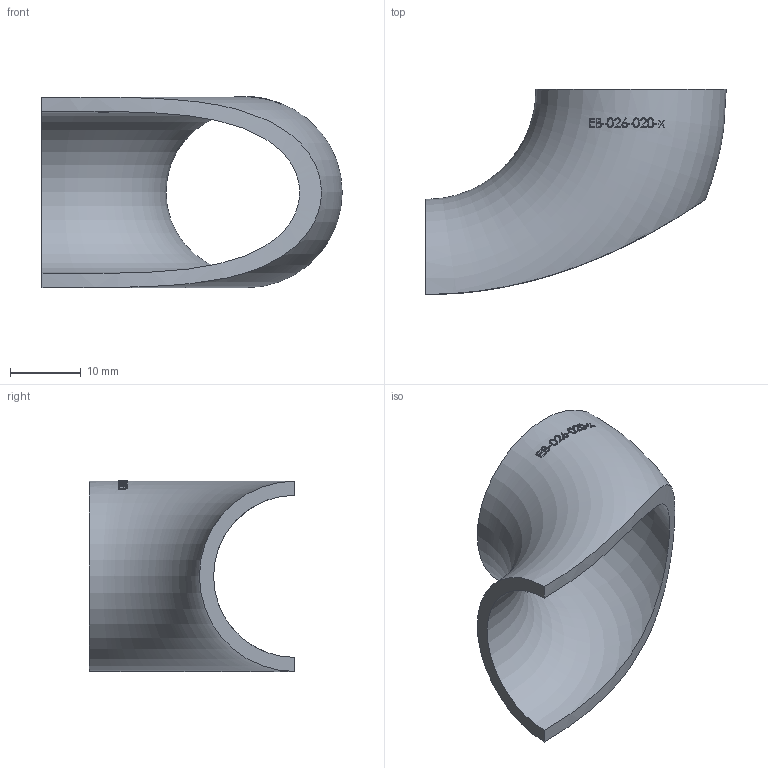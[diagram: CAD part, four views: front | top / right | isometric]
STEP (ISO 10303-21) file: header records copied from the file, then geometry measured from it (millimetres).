
FILE_DESCRIPTION (( 'STEP AP214' ), '1' );
FILE_NAME ('EB-026-020-x Einschweissbogen 1903.STEP', '2019-03-27T14:26:03', ( '' ), ( '' ), 'SwSTEP 2.0', 'SolidWorks 2016', '' );
FILE_SCHEMA (( 'AUTOMOTIVE_DESIGN' ));
Length unit declared in the file: millimetre
Products named in the file (1): EB-026-020-x Einschweissbogen 1903
Bounding box: 42.45 x 29 x 27 mm (x, y, z)
Volume: 4426.6 mm3; surface area: 4864.1 mm2
Topology: 1 solids, 1 shells, 140 faces, 373 edges, 252 vertices
Faces by surface type: plane 62, bspline 58, torus 20
Entity records: 9475 total; most frequent: CARTESIAN_POINT 5191, ORIENTED_EDGE 738, EDGE_CURVE 369, DIRECTION 293, VERTEX_POINT 250, B_SPLINE_CURVE_WITH_KNOTS 246, EDGE_LOOP 161, FACE_OUTER_BOUND 142
